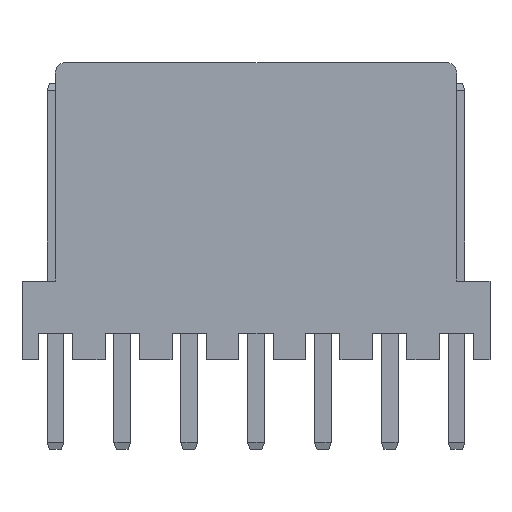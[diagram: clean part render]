
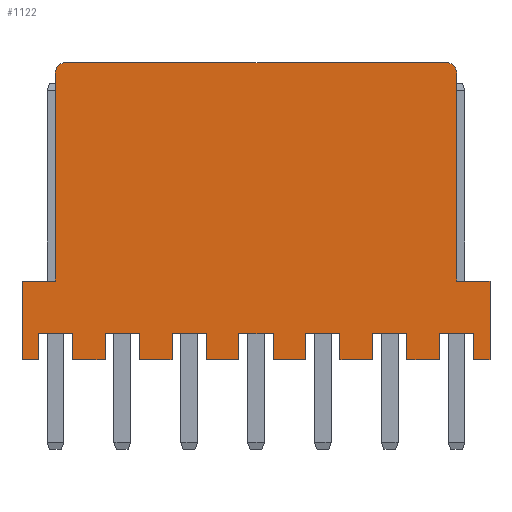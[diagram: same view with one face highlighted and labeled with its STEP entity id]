
A CAD part, front view. The second image highlights one B-rep face of the part: STEP entity #1122.
In plain terms, the highlighted planar face has unit normal (0, -1, 0).
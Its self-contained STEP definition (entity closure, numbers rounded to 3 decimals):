
#1122=ADVANCED_FACE('',(#2489),#2491,.T.);
#2489=FACE_BOUND('',#2490,.T.);
#2490=EDGE_LOOP('',(#3447,#3448,#3449,#3450,#3451,#3452,#3453,#3454,#3455,#3456,
#3457,#3458,#3459,#3460,#3461,#3462,#3463,#3464,#3465,#3466,#3467,#3468,#3469,#3470,
#3471,#3472,#3473,#3474,#3475,#3476,#3477,#3478,#3479,#3480,#3481,#3482,#3483,#3484));
#2491=PLANE('',#2492);
#2492=AXIS2_PLACEMENT_3D('',#2493,#2494,#2495);
#2493=CARTESIAN_POINT('',(-1.27,-2.6,0.));
#2494=DIRECTION('',(0.,-1.,0.));
#2495=DIRECTION('',(1.,0.,0.));
#3447=ORIENTED_EDGE('',*,*,#4061,.F.);
#3448=ORIENTED_EDGE('',*,*,#4054,.F.);
#3449=ORIENTED_EDGE('',*,*,#4022,.F.);
#3450=ORIENTED_EDGE('',*,*,#4062,.F.);
#3451=ORIENTED_EDGE('',*,*,#4063,.T.);
#3452=ORIENTED_EDGE('',*,*,#4064,.T.);
#3453=ORIENTED_EDGE('',*,*,#4065,.T.);
#3454=ORIENTED_EDGE('',*,*,#4066,.T.);
#3455=ORIENTED_EDGE('',*,*,#4067,.T.);
#3456=ORIENTED_EDGE('',*,*,#4068,.T.);
#3457=ORIENTED_EDGE('',*,*,#4069,.T.);
#3458=ORIENTED_EDGE('',*,*,#4070,.T.);
#3459=ORIENTED_EDGE('',*,*,#4071,.T.);
#3460=ORIENTED_EDGE('',*,*,#4072,.T.);
#3461=ORIENTED_EDGE('',*,*,#4073,.T.);
#3462=ORIENTED_EDGE('',*,*,#4074,.T.);
#3463=ORIENTED_EDGE('',*,*,#4075,.T.);
#3464=ORIENTED_EDGE('',*,*,#4076,.T.);
#3465=ORIENTED_EDGE('',*,*,#4077,.T.);
#3466=ORIENTED_EDGE('',*,*,#4078,.T.);
#3467=ORIENTED_EDGE('',*,*,#4079,.T.);
#3468=ORIENTED_EDGE('',*,*,#4080,.T.);
#3469=ORIENTED_EDGE('',*,*,#4081,.T.);
#3470=ORIENTED_EDGE('',*,*,#4082,.T.);
#3471=ORIENTED_EDGE('',*,*,#4083,.T.);
#3472=ORIENTED_EDGE('',*,*,#4084,.T.);
#3473=ORIENTED_EDGE('',*,*,#4085,.T.);
#3474=ORIENTED_EDGE('',*,*,#4086,.T.);
#3475=ORIENTED_EDGE('',*,*,#4087,.T.);
#3476=ORIENTED_EDGE('',*,*,#4088,.T.);
#3477=ORIENTED_EDGE('',*,*,#4089,.T.);
#3478=ORIENTED_EDGE('',*,*,#4090,.T.);
#3479=ORIENTED_EDGE('',*,*,#4091,.T.);
#3480=ORIENTED_EDGE('',*,*,#4092,.T.);
#3481=ORIENTED_EDGE('',*,*,#4018,.F.);
#3482=ORIENTED_EDGE('',*,*,#4060,.T.);
#3483=ORIENTED_EDGE('',*,*,#4093,.F.);
#3484=ORIENTED_EDGE('',*,*,#4094,.T.);
#4018=EDGE_CURVE('',#4570,#4572,#4573,.T.);
#4022=EDGE_CURVE('',#4578,#4580,#4581,.T.);
#4054=EDGE_CURVE('',#4580,#4639,#4643,.T.);
#4060=EDGE_CURVE('',#4570,#4651,#4653,.T.);
#4061=EDGE_CURVE('',#4639,#4654,#4655,.F.);
#4062=EDGE_CURVE('',#4656,#4578,#4657,.T.);
#4063=EDGE_CURVE('',#4656,#4658,#4659,.T.);
#4064=EDGE_CURVE('',#4658,#4660,#4661,.F.);
#4065=EDGE_CURVE('',#4660,#4662,#4663,.T.);
#4066=EDGE_CURVE('',#4662,#4664,#4665,.F.);
#4067=EDGE_CURVE('',#4664,#4666,#4667,.T.);
#4068=EDGE_CURVE('',#4666,#4668,#4669,.F.);
#4069=EDGE_CURVE('',#4668,#4670,#4671,.T.);
#4070=EDGE_CURVE('',#4670,#4672,#4673,.F.);
#4071=EDGE_CURVE('',#4672,#4674,#4675,.T.);
#4072=EDGE_CURVE('',#4674,#4676,#4677,.F.);
#4073=EDGE_CURVE('',#4676,#4678,#4679,.T.);
#4074=EDGE_CURVE('',#4678,#4680,#4681,.F.);
#4075=EDGE_CURVE('',#4680,#4682,#4683,.T.);
#4076=EDGE_CURVE('',#4682,#4684,#4685,.F.);
#4077=EDGE_CURVE('',#4684,#4686,#4687,.T.);
#4078=EDGE_CURVE('',#4686,#4688,#4689,.F.);
#4079=EDGE_CURVE('',#4688,#4690,#4691,.T.);
#4080=EDGE_CURVE('',#4690,#4692,#4693,.F.);
#4081=EDGE_CURVE('',#4692,#4694,#4695,.T.);
#4082=EDGE_CURVE('',#4694,#4696,#4697,.F.);
#4083=EDGE_CURVE('',#4696,#4698,#4699,.T.);
#4084=EDGE_CURVE('',#4698,#4700,#4701,.F.);
#4085=EDGE_CURVE('',#4700,#4702,#4703,.T.);
#4086=EDGE_CURVE('',#4702,#4704,#4705,.F.);
#4087=EDGE_CURVE('',#4704,#4706,#4707,.T.);
#4088=EDGE_CURVE('',#4706,#4708,#4709,.F.);
#4089=EDGE_CURVE('',#4708,#4710,#4711,.T.);
#4090=EDGE_CURVE('',#4710,#4712,#4713,.F.);
#4091=EDGE_CURVE('',#4712,#4714,#4715,.T.);
#4092=EDGE_CURVE('',#4714,#4572,#4716,.T.);
#4093=EDGE_CURVE('',#4717,#4651,#4718,.F.);
#4094=EDGE_CURVE('',#4717,#4654,#4719,.T.);
#4570=VERTEX_POINT('',#5701);
#4572=VERTEX_POINT('',#5705);
#4573=LINE('',#5706,#5707);
#4578=VERTEX_POINT('',#5717);
#4580=VERTEX_POINT('',#5721);
#4581=LINE('',#5722,#5723);
#4639=VERTEX_POINT('',#5840);
#4643=LINE('',#5848,#5849);
#4651=VERTEX_POINT('',#5868);
#4653=LINE('',#5872,#5873);
#4654=VERTEX_POINT('',#5875);
#4655=CIRCLE('',#5876,0.4);
#4656=VERTEX_POINT('',#5880);
#4657=LINE('',#5881,#5882);
#4658=VERTEX_POINT('',#5884);
#4659=LINE('',#5885,#5886);
#4660=VERTEX_POINT('',#5888);
#4661=LINE('',#5889,#5890);
#4662=VERTEX_POINT('',#5892);
#4663=LINE('',#5893,#5894);
#4664=VERTEX_POINT('',#5896);
#4665=LINE('',#5897,#5898);
#4666=VERTEX_POINT('',#5900);
#4667=LINE('',#5901,#5902);
#4668=VERTEX_POINT('',#5904);
#4669=LINE('',#5905,#5906);
#4670=VERTEX_POINT('',#5908);
#4671=LINE('',#5909,#5910);
#4672=VERTEX_POINT('',#5912);
#4673=LINE('',#5913,#5914);
#4674=VERTEX_POINT('',#5916);
#4675=LINE('',#5917,#5918);
#4676=VERTEX_POINT('',#5920);
#4677=LINE('',#5921,#5922);
#4678=VERTEX_POINT('',#5924);
#4679=LINE('',#5925,#5926);
#4680=VERTEX_POINT('',#5928);
#4681=LINE('',#5929,#5930);
#4682=VERTEX_POINT('',#5932);
#4683=LINE('',#5933,#5934);
#4684=VERTEX_POINT('',#5936);
#4685=LINE('',#5937,#5938);
#4686=VERTEX_POINT('',#5940);
#4687=LINE('',#5941,#5942);
#4688=VERTEX_POINT('',#5944);
#4689=LINE('',#5945,#5946);
#4690=VERTEX_POINT('',#5948);
#4691=LINE('',#5949,#5950);
#4692=VERTEX_POINT('',#5952);
#4693=LINE('',#5953,#5954);
#4694=VERTEX_POINT('',#5956);
#4695=LINE('',#5957,#5958);
#4696=VERTEX_POINT('',#5960);
#4697=LINE('',#5961,#5962);
#4698=VERTEX_POINT('',#5964);
#4699=LINE('',#5965,#5966);
#4700=VERTEX_POINT('',#5968);
#4701=LINE('',#5969,#5970);
#4702=VERTEX_POINT('',#5972);
#4703=LINE('',#5973,#5974);
#4704=VERTEX_POINT('',#5976);
#4705=LINE('',#5977,#5978);
#4706=VERTEX_POINT('',#5980);
#4707=LINE('',#5981,#5982);
#4708=VERTEX_POINT('',#5984);
#4709=LINE('',#5985,#5986);
#4710=VERTEX_POINT('',#5988);
#4711=LINE('',#5989,#5990);
#4712=VERTEX_POINT('',#5992);
#4713=LINE('',#5993,#5994);
#4714=VERTEX_POINT('',#5996);
#4715=LINE('',#5997,#5998);
#4716=LINE('',#6000,#6001);
#4717=VERTEX_POINT('',#6003);
#4718=CIRCLE('',#6004,0.4);
#4719=LINE('',#6008,#6009);
#5701=CARTESIAN_POINT('',(15.24,-2.6,3.));
#5705=CARTESIAN_POINT('',(16.51,-2.6,3.));
#5706=CARTESIAN_POINT('',(15.24,-2.6,3.));
#5707=VECTOR('',#5708,1.);
#5708=DIRECTION('',(1.,0.,0.));
#5717=CARTESIAN_POINT('',(-1.27,-2.6,3.));
#5721=CARTESIAN_POINT('',(0.,-2.6,3.));
#5722=CARTESIAN_POINT('',(-1.27,-2.6,3.));
#5723=VECTOR('',#5724,1.);
#5724=DIRECTION('',(1.,0.,0.));
#5840=CARTESIAN_POINT('',(0.,-2.6,10.9));
#5848=CARTESIAN_POINT('',(0.,-2.6,3.));
#5849=VECTOR('',#5850,1.);
#5850=DIRECTION('',(0.,0.,1.));
#5868=CARTESIAN_POINT('',(15.24,-2.6,10.9));
#5872=CARTESIAN_POINT('',(15.24,-2.6,3.));
#5873=VECTOR('',#5874,1.);
#5874=DIRECTION('',(0.,0.,1.));
#5875=CARTESIAN_POINT('',(0.4,-2.6,11.3));
#5876=AXIS2_PLACEMENT_3D('',#5877,#5878,#5879);
#5877=CARTESIAN_POINT('',(0.4,-2.6,10.9));
#5878=DIRECTION('',(0.,-1.,0.));
#5879=DIRECTION('',(0.,0.,1.));
#5880=CARTESIAN_POINT('',(-1.27,-2.6,0.));
#5881=CARTESIAN_POINT('',(-1.27,-2.6,0.));
#5882=VECTOR('',#5883,1.);
#5883=DIRECTION('',(0.,0.,1.));
#5884=CARTESIAN_POINT('',(-0.65,-2.6,0.));
#5885=CARTESIAN_POINT('',(-1.27,-2.6,0.));
#5886=VECTOR('',#5887,1.);
#5887=DIRECTION('',(1.,0.,0.));
#5888=CARTESIAN_POINT('',(-0.65,-2.6,1.));
#5889=CARTESIAN_POINT('',(-0.65,-2.6,1.));
#5890=VECTOR('',#5891,1.);
#5891=DIRECTION('',(0.,0.,-1.));
#5892=CARTESIAN_POINT('',(0.65,-2.6,1.));
#5893=CARTESIAN_POINT('',(-0.65,-2.6,1.));
#5894=VECTOR('',#5895,1.);
#5895=DIRECTION('',(1.,0.,0.));
#5896=CARTESIAN_POINT('',(0.65,-2.6,0.));
#5897=CARTESIAN_POINT('',(0.65,-2.6,0.));
#5898=VECTOR('',#5899,1.);
#5899=DIRECTION('',(0.,0.,1.));
#5900=CARTESIAN_POINT('',(1.89,-2.6,0.));
#5901=CARTESIAN_POINT('',(0.65,-2.6,0.));
#5902=VECTOR('',#5903,1.);
#5903=DIRECTION('',(1.,0.,0.));
#5904=CARTESIAN_POINT('',(1.89,-2.6,1.));
#5905=CARTESIAN_POINT('',(1.89,-2.6,1.));
#5906=VECTOR('',#5907,1.);
#5907=DIRECTION('',(0.,0.,-1.));
#5908=CARTESIAN_POINT('',(3.19,-2.6,1.));
#5909=CARTESIAN_POINT('',(1.89,-2.6,1.));
#5910=VECTOR('',#5911,1.);
#5911=DIRECTION('',(1.,0.,0.));
#5912=CARTESIAN_POINT('',(3.19,-2.6,0.));
#5913=CARTESIAN_POINT('',(3.19,-2.6,0.));
#5914=VECTOR('',#5915,1.);
#5915=DIRECTION('',(0.,0.,1.));
#5916=CARTESIAN_POINT('',(4.43,-2.6,0.));
#5917=CARTESIAN_POINT('',(3.19,-2.6,0.));
#5918=VECTOR('',#5919,1.);
#5919=DIRECTION('',(1.,0.,0.));
#5920=CARTESIAN_POINT('',(4.43,-2.6,1.));
#5921=CARTESIAN_POINT('',(4.43,-2.6,1.));
#5922=VECTOR('',#5923,1.);
#5923=DIRECTION('',(0.,0.,-1.));
#5924=CARTESIAN_POINT('',(5.73,-2.6,1.));
#5925=CARTESIAN_POINT('',(4.43,-2.6,1.));
#5926=VECTOR('',#5927,1.);
#5927=DIRECTION('',(1.,0.,0.));
#5928=CARTESIAN_POINT('',(5.73,-2.6,0.));
#5929=CARTESIAN_POINT('',(5.73,-2.6,0.));
#5930=VECTOR('',#5931,1.);
#5931=DIRECTION('',(0.,0.,1.));
#5932=CARTESIAN_POINT('',(6.97,-2.6,0.));
#5933=CARTESIAN_POINT('',(5.73,-2.6,0.));
#5934=VECTOR('',#5935,1.);
#5935=DIRECTION('',(1.,0.,0.));
#5936=CARTESIAN_POINT('',(6.97,-2.6,1.));
#5937=CARTESIAN_POINT('',(6.97,-2.6,1.));
#5938=VECTOR('',#5939,1.);
#5939=DIRECTION('',(0.,0.,-1.));
#5940=CARTESIAN_POINT('',(8.27,-2.6,1.));
#5941=CARTESIAN_POINT('',(6.97,-2.6,1.));
#5942=VECTOR('',#5943,1.);
#5943=DIRECTION('',(1.,0.,0.));
#5944=CARTESIAN_POINT('',(8.27,-2.6,0.));
#5945=CARTESIAN_POINT('',(8.27,-2.6,0.));
#5946=VECTOR('',#5947,1.);
#5947=DIRECTION('',(0.,0.,1.));
#5948=CARTESIAN_POINT('',(9.51,-2.6,0.));
#5949=CARTESIAN_POINT('',(8.27,-2.6,0.));
#5950=VECTOR('',#5951,1.);
#5951=DIRECTION('',(1.,0.,0.));
#5952=CARTESIAN_POINT('',(9.51,-2.6,1.));
#5953=CARTESIAN_POINT('',(9.51,-2.6,1.));
#5954=VECTOR('',#5955,1.);
#5955=DIRECTION('',(0.,0.,-1.));
#5956=CARTESIAN_POINT('',(10.81,-2.6,1.));
#5957=CARTESIAN_POINT('',(9.51,-2.6,1.));
#5958=VECTOR('',#5959,1.);
#5959=DIRECTION('',(1.,0.,0.));
#5960=CARTESIAN_POINT('',(10.81,-2.6,0.));
#5961=CARTESIAN_POINT('',(10.81,-2.6,0.));
#5962=VECTOR('',#5963,1.);
#5963=DIRECTION('',(0.,0.,1.));
#5964=CARTESIAN_POINT('',(12.05,-2.6,0.));
#5965=CARTESIAN_POINT('',(10.81,-2.6,0.));
#5966=VECTOR('',#5967,1.);
#5967=DIRECTION('',(1.,0.,0.));
#5968=CARTESIAN_POINT('',(12.05,-2.6,1.));
#5969=CARTESIAN_POINT('',(12.05,-2.6,1.));
#5970=VECTOR('',#5971,1.);
#5971=DIRECTION('',(0.,0.,-1.));
#5972=CARTESIAN_POINT('',(13.35,-2.6,1.));
#5973=CARTESIAN_POINT('',(12.05,-2.6,1.));
#5974=VECTOR('',#5975,1.);
#5975=DIRECTION('',(1.,0.,0.));
#5976=CARTESIAN_POINT('',(13.35,-2.6,0.));
#5977=CARTESIAN_POINT('',(13.35,-2.6,0.));
#5978=VECTOR('',#5979,1.);
#5979=DIRECTION('',(0.,0.,1.));
#5980=CARTESIAN_POINT('',(14.59,-2.6,0.));
#5981=CARTESIAN_POINT('',(13.35,-2.6,0.));
#5982=VECTOR('',#5983,1.);
#5983=DIRECTION('',(1.,0.,0.));
#5984=CARTESIAN_POINT('',(14.59,-2.6,1.));
#5985=CARTESIAN_POINT('',(14.59,-2.6,1.));
#5986=VECTOR('',#5987,1.);
#5987=DIRECTION('',(0.,0.,-1.));
#5988=CARTESIAN_POINT('',(15.89,-2.6,1.));
#5989=CARTESIAN_POINT('',(14.59,-2.6,1.));
#5990=VECTOR('',#5991,1.);
#5991=DIRECTION('',(1.,0.,0.));
#5992=CARTESIAN_POINT('',(15.89,-2.6,0.));
#5993=CARTESIAN_POINT('',(15.89,-2.6,0.));
#5994=VECTOR('',#5995,1.);
#5995=DIRECTION('',(0.,0.,1.));
#5996=CARTESIAN_POINT('',(16.51,-2.6,0.));
#5997=CARTESIAN_POINT('',(15.89,-2.6,0.));
#5998=VECTOR('',#5999,1.);
#5999=DIRECTION('',(1.,0.,0.));
#6000=CARTESIAN_POINT('',(16.51,-2.6,0.));
#6001=VECTOR('',#6002,1.);
#6002=DIRECTION('',(0.,0.,1.));
#6003=CARTESIAN_POINT('',(14.84,-2.6,11.3));
#6004=AXIS2_PLACEMENT_3D('',#6005,#6006,#6007);
#6005=CARTESIAN_POINT('',(14.84,-2.6,10.9));
#6006=DIRECTION('',(0.,-1.,0.));
#6007=DIRECTION('',(1.,0.,0.));
#6008=CARTESIAN_POINT('',(14.84,-2.6,11.3));
#6009=VECTOR('',#6010,1.);
#6010=DIRECTION('',(-1.,0.,0.));
